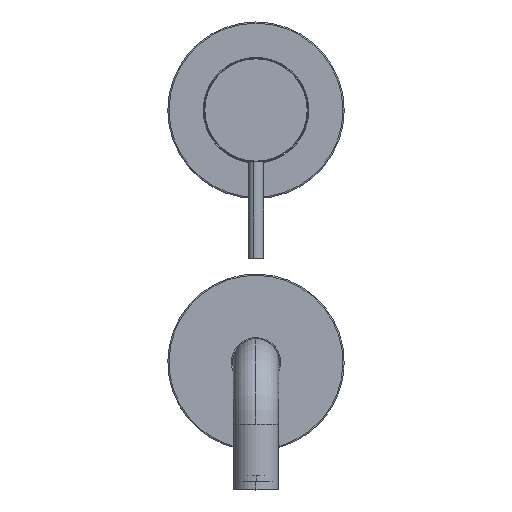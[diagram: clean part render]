
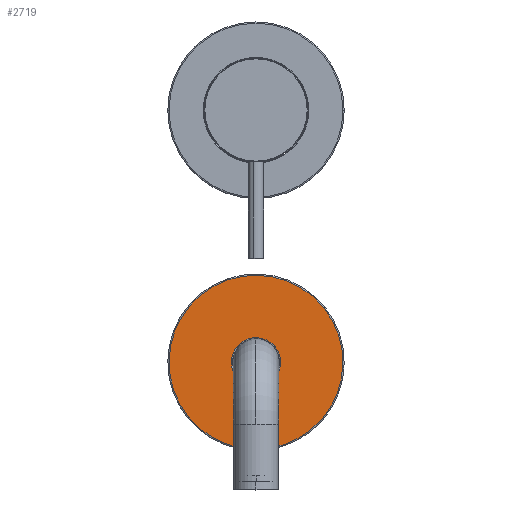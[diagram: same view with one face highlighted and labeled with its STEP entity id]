
A CAD part, top view. The second image highlights one B-rep face of the part: STEP entity #2719.
In plain terms, the highlighted planar face has unit normal (0, 0, 1).
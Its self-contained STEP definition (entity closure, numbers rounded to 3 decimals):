
#34 = CARTESIAN_POINT ( 'NONE',  ( 0., -34.5, 4. ) ) ;
#64 = AXIS2_PLACEMENT_3D ( 'NONE', #2590, #6643, #1390 ) ;
#432 = EDGE_CURVE ( 'NONE', #4969, #6205, #3245, .T. ) ;
#777 = DIRECTION ( 'NONE',  ( 0., 0., 1. ) ) ;
#811 = CARTESIAN_POINT ( 'NONE',  ( 0., 0., 4. ) ) ;
#893 = ORIENTED_EDGE ( 'NONE', *, *, #5019, .T. ) ;
#1041 = VERTEX_POINT ( 'NONE', #2592 ) ;
#1358 = FACE_OUTER_BOUND ( 'NONE', #2529, .T. ) ;
#1390 = DIRECTION ( 'NONE',  ( 0., -1., 0. ) ) ;
#1597 = ORIENTED_EDGE ( 'NONE', *, *, #432, .T. ) ;
#1624 = ORIENTED_EDGE ( 'NONE', *, *, #7410, .T. ) ;
#1639 = CARTESIAN_POINT ( 'NONE',  ( 0., 9.75, 4. ) ) ;
#1688 = CIRCLE ( 'NONE', #3789, 9.75 ) ;
#1811 = CARTESIAN_POINT ( 'NONE',  ( 0., 0., 4. ) ) ;
#1849 = CARTESIAN_POINT ( 'NONE',  ( 0., 0., 4. ) ) ;
#2529 = EDGE_LOOP ( 'NONE', ( #1597, #2694 ) ) ;
#2590 = CARTESIAN_POINT ( 'NONE',  ( 0., 0., 4. ) ) ;
#2592 = CARTESIAN_POINT ( 'NONE',  ( 0., -9.75, 4. ) ) ;
#2678 = DIRECTION ( 'NONE',  ( 0., 0., 1. ) ) ;
#2694 = ORIENTED_EDGE ( 'NONE', *, *, #7350, .T. ) ;
#2719 = ADVANCED_FACE ( 'NONE', ( #3752, #1358 ), #5375, .T. ) ;
#3222 = CARTESIAN_POINT ( 'NONE',  ( 0., 0., 4. ) ) ;
#3245 = CIRCLE ( 'NONE', #5219, 34.5 ) ;
#3718 = DIRECTION ( 'NONE',  ( 1., 0., 0. ) ) ;
#3752 = FACE_BOUND ( 'NONE', #6484, .T. ) ;
#3789 = AXIS2_PLACEMENT_3D ( 'NONE', #1811, #6491, #7055 ) ;
#3919 = CARTESIAN_POINT ( 'NONE',  ( 0., 34.5, 4. ) ) ;
#4220 = DIRECTION ( 'NONE',  ( 0., 0., 1. ) ) ;
#4935 = VERTEX_POINT ( 'NONE', #1639 ) ;
#4969 = VERTEX_POINT ( 'NONE', #34 ) ;
#5019 = EDGE_CURVE ( 'NONE', #1041, #4935, #1688, .T. ) ;
#5137 = CIRCLE ( 'NONE', #64, 9.75 ) ;
#5219 = AXIS2_PLACEMENT_3D ( 'NONE', #3222, #2678, #6882 ) ;
#5306 = DIRECTION ( 'NONE',  ( 0., -1., 0. ) ) ;
#5375 = PLANE ( 'NONE',  #5947 ) ;
#5947 = AXIS2_PLACEMENT_3D ( 'NONE', #811, #777, #3718 ) ;
#6205 = VERTEX_POINT ( 'NONE', #3919 ) ;
#6484 = EDGE_LOOP ( 'NONE', ( #893, #1624 ) ) ;
#6491 = DIRECTION ( 'NONE',  ( 0., 0., -1. ) ) ;
#6643 = DIRECTION ( 'NONE',  ( 0., 0., -1. ) ) ;
#6882 = DIRECTION ( 'NONE',  ( 0., -1., 0. ) ) ;
#6957 = AXIS2_PLACEMENT_3D ( 'NONE', #1849, #4220, #5306 ) ;
#7055 = DIRECTION ( 'NONE',  ( 0., -1., 0. ) ) ;
#7094 = CIRCLE ( 'NONE', #6957, 34.5 ) ;
#7350 = EDGE_CURVE ( 'NONE', #6205, #4969, #7094, .T. ) ;
#7410 = EDGE_CURVE ( 'NONE', #4935, #1041, #5137, .T. ) ;
